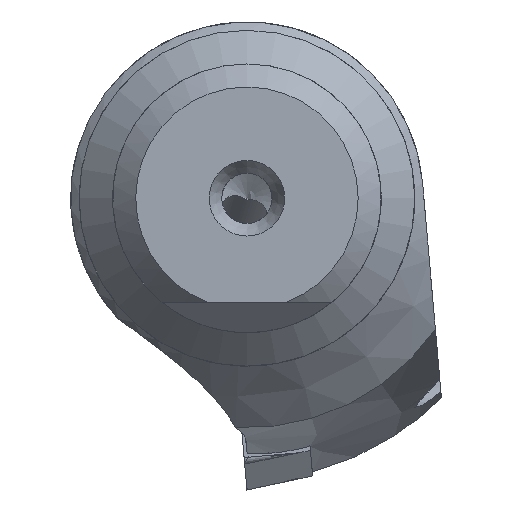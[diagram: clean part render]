
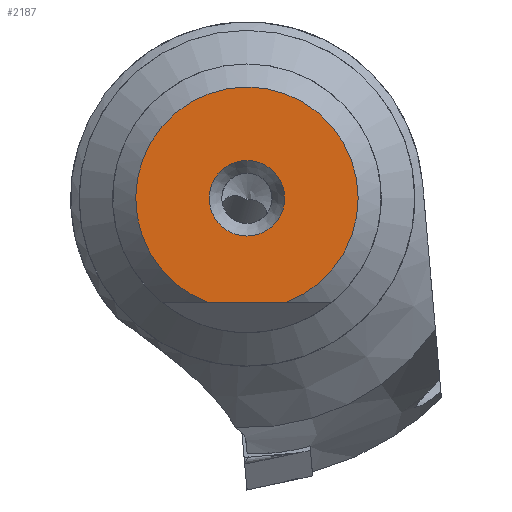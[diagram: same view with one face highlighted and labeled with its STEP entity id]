
A CAD part, left-side view. The second image highlights one B-rep face of the part: STEP entity #2187.
In plain terms, the highlighted planar face has unit normal (-1, 0, 0).
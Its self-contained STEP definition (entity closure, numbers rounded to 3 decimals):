
#40 = ORIENTED_EDGE ( 'NONE', *, *, #2547, .F. ) ;
#120 = CIRCLE ( 'NONE', #3523, 6.625 ) ;
#468 = DIRECTION ( 'NONE',  ( 1., 0., 0. ) ) ;
#713 = VERTEX_POINT ( 'NONE', #1581 ) ;
#808 = EDGE_LOOP ( 'NONE', ( #1469, #3713 ) ) ;
#845 = EDGE_LOOP ( 'NONE', ( #40 ) ) ;
#917 = CARTESIAN_POINT ( 'NONE',  ( 0., 2.335, -6.2 ) ) ;
#985 = CARTESIAN_POINT ( 'NONE',  ( 0., 2.25, -6.2 ) ) ;
#1042 = PLANE ( 'NONE',  #1706 ) ;
#1146 = VERTEX_POINT ( 'NONE', #917 ) ;
#1188 = DIRECTION ( 'NONE',  ( 0., 0., 1. ) ) ;
#1395 = CARTESIAN_POINT ( 'NONE',  ( 0., 2.25, 0. ) ) ;
#1469 = ORIENTED_EDGE ( 'NONE', *, *, #1787, .T. ) ;
#1581 = CARTESIAN_POINT ( 'NONE',  ( 0., 0., 2.25 ) ) ;
#1594 = DIRECTION ( 'NONE',  ( 0., -1., 0. ) ) ;
#1657 = DIRECTION ( 'NONE',  ( 0., 0., 1. ) ) ;
#1706 = AXIS2_PLACEMENT_3D ( 'NONE', #1395, #468, #3756 ) ;
#1787 = EDGE_CURVE ( 'NONE', #2203, #1146, #120, .T. ) ;
#1792 = DIRECTION ( 'NONE',  ( -1., 0., 0. ) ) ;
#1896 = DIRECTION ( 'NONE',  ( -1., 0., 0. ) ) ;
#1926 = AXIS2_PLACEMENT_3D ( 'NONE', #3695, #1896, #1657 ) ;
#2042 = EDGE_CURVE ( 'NONE', #1146, #2203, #3088, .T. ) ;
#2054 = CARTESIAN_POINT ( 'NONE',  ( 0., 0., 0. ) ) ;
#2187 = ADVANCED_FACE ( 'NONE', ( #2254, #2953 ), #1042, .F. ) ;
#2203 = VERTEX_POINT ( 'NONE', #3447 ) ;
#2254 = FACE_BOUND ( 'NONE', #845, .T. ) ;
#2547 = EDGE_CURVE ( 'NONE', #713, #713, #3366, .T. ) ;
#2953 = FACE_OUTER_BOUND ( 'NONE', #808, .T. ) ;
#3088 = LINE ( 'NONE', #985, #3749 ) ;
#3366 = CIRCLE ( 'NONE', #1926, 2.25 ) ;
#3447 = CARTESIAN_POINT ( 'NONE',  ( 0., -2.335, -6.2 ) ) ;
#3523 = AXIS2_PLACEMENT_3D ( 'NONE', #2054, #1792, #1188 ) ;
#3695 = CARTESIAN_POINT ( 'NONE',  ( 0., 0., 0. ) ) ;
#3713 = ORIENTED_EDGE ( 'NONE', *, *, #2042, .T. ) ;
#3749 = VECTOR ( 'NONE', #1594, 1000. ) ;
#3756 = DIRECTION ( 'NONE',  ( 0., 0., -1. ) ) ;
